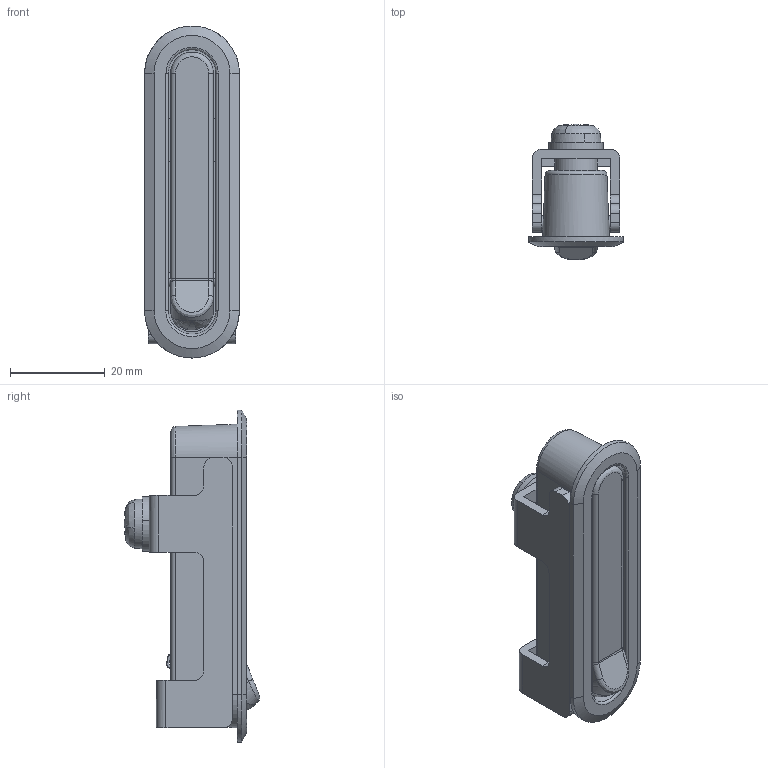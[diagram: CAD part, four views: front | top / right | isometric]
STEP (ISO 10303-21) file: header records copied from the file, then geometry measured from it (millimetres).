
FILE_DESCRIPTION((''),'2;1');
FILE_NAME('','2005-12-14T17:24:36',(''),(''),'','CADfix','');
FILE_SCHEMA(('AUTOMOTIVE_DESIGN'));
Length unit declared in the file: millimetre
Products named in the file (8): spring; screw; pin; housing; hook; cushion; bracket; TM_262_11860_36
Assembly tree (7 placements, depth 2):
  TM_262_11860_36
    spring
    screw
    pin
    housing
    hook
    cushion
    bracket
Bounding box: 20 x 28.58 x 70 mm (x, y, z)
Volume: 11374.6 mm3; surface area: 13390.4 mm2
Topology: 7 solids, 7 shells, 190 faces, 539 edges, 369 vertices
Faces by surface type: bspline 190
Entity records: 9146 total; most frequent: CARTESIAN_POINT 5934, ORIENTED_EDGE 1078, EDGE_CURVE 539, VERTEX_POINT 369, QUASI_UNIFORM_CURVE 256, EDGE_LOOP 210, FACE_OUTER_BOUND 190, ADVANCED_FACE 190
